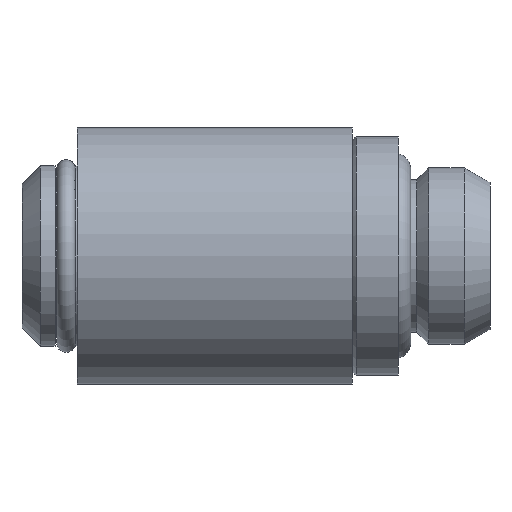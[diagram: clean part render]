
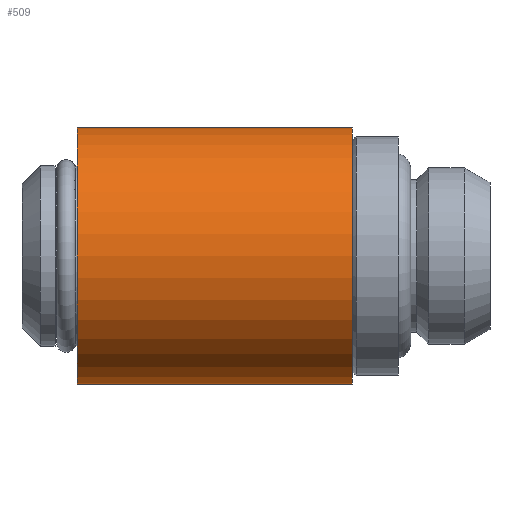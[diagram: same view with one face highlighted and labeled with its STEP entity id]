
A CAD part, left-side view. The second image highlights one B-rep face of the part: STEP entity #509.
In plain terms, the highlighted cylindrical face has radius 7 mm (diameter 14 mm), a partial arc.
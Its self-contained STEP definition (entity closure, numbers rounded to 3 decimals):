
#339 = DIRECTION ( 'NONE',  ( 0., 1., 0. ) ) ;
#340 = LINE ( 'NONE', #350, #349 ) ;
#341 = CARTESIAN_POINT ( 'NONE',  ( 0., 22.5, -7. ) ) ;
#349 = VECTOR ( 'NONE', #339, 1000. ) ;
#350 = CARTESIAN_POINT ( 'NONE',  ( 0., 28.586, -7. ) ) ;
#462 = EDGE_CURVE ( 'NONE', #2159, #2158, #1107, .T. ) ;
#504 = EDGE_LOOP ( 'NONE', ( #518, #514, #506, #513 ) ) ;
#505 = EDGE_CURVE ( 'NONE', #2144, #2169, #1005, .T. ) ;
#506 = ORIENTED_EDGE ( 'NONE', *, *, #2171, .T. ) ;
#509 = ADVANCED_FACE ( 'NONE', ( #1008 ), #1028, .T. ) ;
#513 = ORIENTED_EDGE ( 'NONE', *, *, #505, .F. ) ;
#514 = ORIENTED_EDGE ( 'NONE', *, *, #462, .F. ) ;
#518 = ORIENTED_EDGE ( 'NONE', *, *, #2143, .F. ) ;
#1003 = DIRECTION ( 'NONE',  ( 0., 0., 1. ) ) ;
#1004 = DIRECTION ( 'NONE',  ( 0., 1., 0. ) ) ;
#1005 = CIRCLE ( 'NONE', #1011, 7. ) ;
#1008 = FACE_OUTER_BOUND ( 'NONE', #504, .T. ) ;
#1011 = AXIS2_PLACEMENT_3D ( 'NONE', #1018, #1004, #1003 ) ;
#1018 = CARTESIAN_POINT ( 'NONE',  ( 0., 22.5, 0. ) ) ;
#1028 = CYLINDRICAL_SURFACE ( 'NONE', #1029, 7. ) ;
#1029 = AXIS2_PLACEMENT_3D ( 'NONE', #1033, #1038, #1032 ) ;
#1032 = DIRECTION ( 'NONE',  ( 0., 0., 1. ) ) ;
#1033 = CARTESIAN_POINT ( 'NONE',  ( 0., 28.586, 0. ) ) ;
#1038 = DIRECTION ( 'NONE',  ( 0., 1., 0. ) ) ;
#1105 = DIRECTION ( 'NONE',  ( 0., 0., -1. ) ) ;
#1106 = AXIS2_PLACEMENT_3D ( 'NONE', #1108, #1118, #1105 ) ;
#1107 = CIRCLE ( 'NONE', #1106, 7. ) ;
#1108 = CARTESIAN_POINT ( 'NONE',  ( 0., 7.5, 0. ) ) ;
#1118 = DIRECTION ( 'NONE',  ( 0., -1., 0. ) ) ;
#2143 = EDGE_CURVE ( 'NONE', #2158, #2144, #340, .T. ) ;
#2144 = VERTEX_POINT ( 'NONE', #341 ) ;
#2158 = VERTEX_POINT ( 'NONE', #2388 ) ;
#2159 = VERTEX_POINT ( 'NONE', #2372 ) ;
#2169 = VERTEX_POINT ( 'NONE', #2406 ) ;
#2171 = EDGE_CURVE ( 'NONE', #2159, #2169, #2615, .T. ) ;
#2372 = CARTESIAN_POINT ( 'NONE',  ( 0., 7.5, 7. ) ) ;
#2388 = CARTESIAN_POINT ( 'NONE',  ( 0., 7.5, -7. ) ) ;
#2406 = CARTESIAN_POINT ( 'NONE',  ( 0., 22.5, 7. ) ) ;
#2611 = DIRECTION ( 'NONE',  ( 0., 1., 0. ) ) ;
#2613 = CARTESIAN_POINT ( 'NONE',  ( 0., 28.586, 7. ) ) ;
#2615 = LINE ( 'NONE', #2613, #2617 ) ;
#2617 = VECTOR ( 'NONE', #2611, 1000. ) ;
